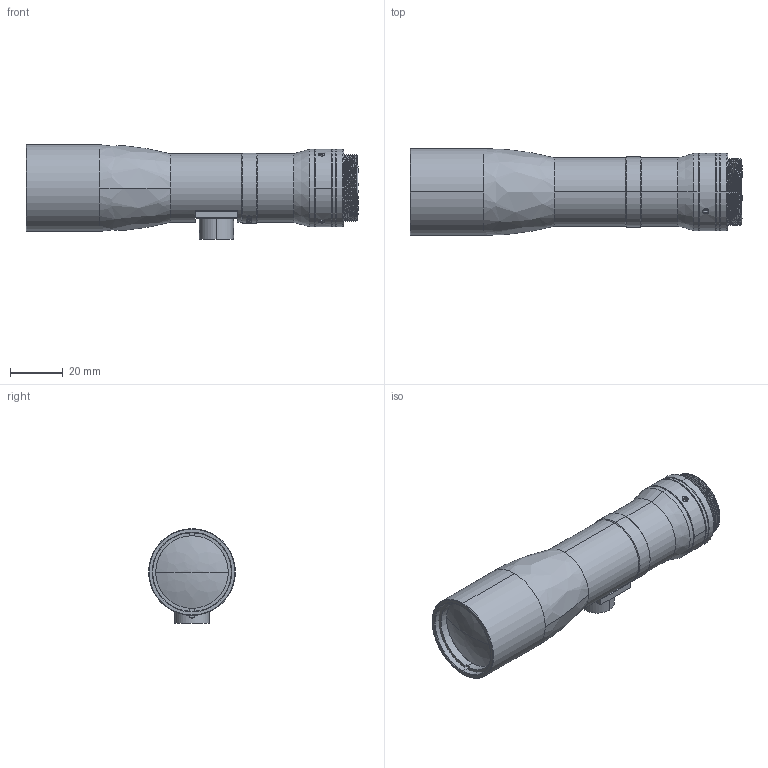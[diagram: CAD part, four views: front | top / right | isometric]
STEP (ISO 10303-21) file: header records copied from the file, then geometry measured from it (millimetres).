
FILE_DESCRIPTION (( 'STEP AP203' ), '1' );
FILE_NAME ('610030.STEP', '2021-08-06T08:58:17', ( '' ), ( '' ), 'SwSTEP 2.0', 'SolidWorks 2020', '' );
FILE_SCHEMA (( 'CONFIG_CONTROL_DESIGN' ));
Length unit declared in the file: millimetre
Products named in the file (1): 610030
Bounding box: 126.15 x 33 x 36 mm (x, y, z)
Volume: 82241.7 mm3; surface area: 28967.7 mm2
Topology: 18 solids, 20 shells, 696 faces, 1857 edges, 1237 vertices
Faces by surface type: plane 251, bspline 200, cylinder 193, cone 52
Entity records: 32306 total; most frequent: CARTESIAN_POINT 16154, ORIENTED_EDGE 3702, DIRECTION 2709, EDGE_CURVE 1851, VERTEX_POINT 1237, AXIS2_PLACEMENT_3D 932, VECTOR 845, LINE 845
